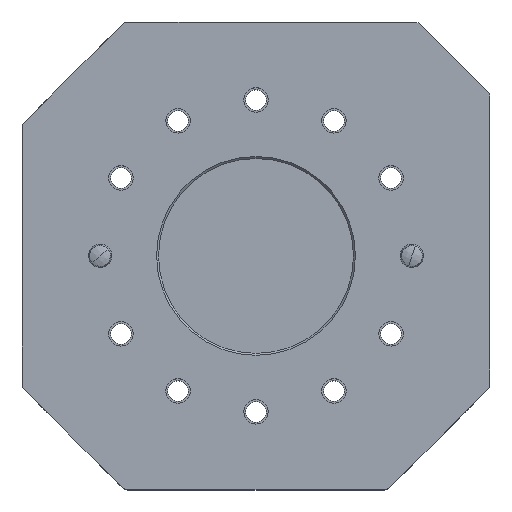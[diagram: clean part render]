
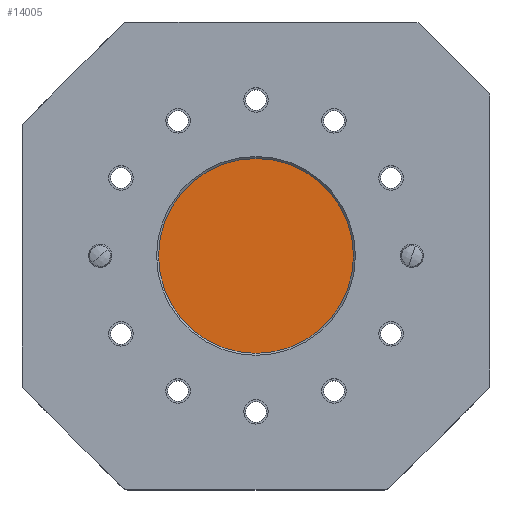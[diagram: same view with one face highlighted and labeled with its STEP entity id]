
A CAD part, top view. The second image highlights one B-rep face of the part: STEP entity #14005.
In plain terms, the highlighted planar face has unit normal (0, 0, 1).
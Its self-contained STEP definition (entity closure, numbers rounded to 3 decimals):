
#4265 = CIRCLE ( 'NONE', #24119, 50. ) ;
#4938 = CARTESIAN_POINT ( 'NONE',  ( 50., 0., 41.5 ) ) ;
#5554 = PLANE ( 'NONE',  #25585 ) ;
#5907 = ORIENTED_EDGE ( 'NONE', *, *, #20864, .T. ) ;
#8067 = FACE_OUTER_BOUND ( 'NONE', #8544, .T. ) ;
#8177 = CARTESIAN_POINT ( 'NONE',  ( 0., 0., 41.5 ) ) ;
#8544 = EDGE_LOOP ( 'NONE', ( #5907, #26934 ) ) ;
#10797 = DIRECTION ( 'NONE',  ( 1., 0., 0. ) ) ;
#12695 = CARTESIAN_POINT ( 'NONE',  ( 0., 0., 41.5 ) ) ;
#13674 = CARTESIAN_POINT ( 'NONE',  ( 0., 0., 41.5 ) ) ;
#14005 = ADVANCED_FACE ( 'NONE', ( #8067 ), #5554, .T. ) ;
#15294 = DIRECTION ( 'NONE',  ( 1., 0., 0. ) ) ;
#15632 = EDGE_CURVE ( 'NONE', #27352, #20887, #4265, .T. ) ;
#16259 = DIRECTION ( 'NONE',  ( 1., 0., 0. ) ) ;
#20864 = EDGE_CURVE ( 'NONE', #20887, #27352, #30520, .T. ) ;
#20887 = VERTEX_POINT ( 'NONE', #4938 ) ;
#23558 = CARTESIAN_POINT ( 'NONE',  ( -50., 0., 41.5 ) ) ;
#24119 = AXIS2_PLACEMENT_3D ( 'NONE', #13674, #31841, #16259 ) ;
#25585 = AXIS2_PLACEMENT_3D ( 'NONE', #8177, #26338, #10797 ) ;
#26338 = DIRECTION ( 'NONE',  ( 0., 0., 1. ) ) ;
#26934 = ORIENTED_EDGE ( 'NONE', *, *, #15632, .T. ) ;
#27352 = VERTEX_POINT ( 'NONE', #23558 ) ;
#30520 = CIRCLE ( 'NONE', #32752, 50. ) ;
#30862 = DIRECTION ( 'NONE',  ( 0., 0., 1. ) ) ;
#31841 = DIRECTION ( 'NONE',  ( 0., 0., 1. ) ) ;
#32752 = AXIS2_PLACEMENT_3D ( 'NONE', #12695, #30862, #15294 ) ;
